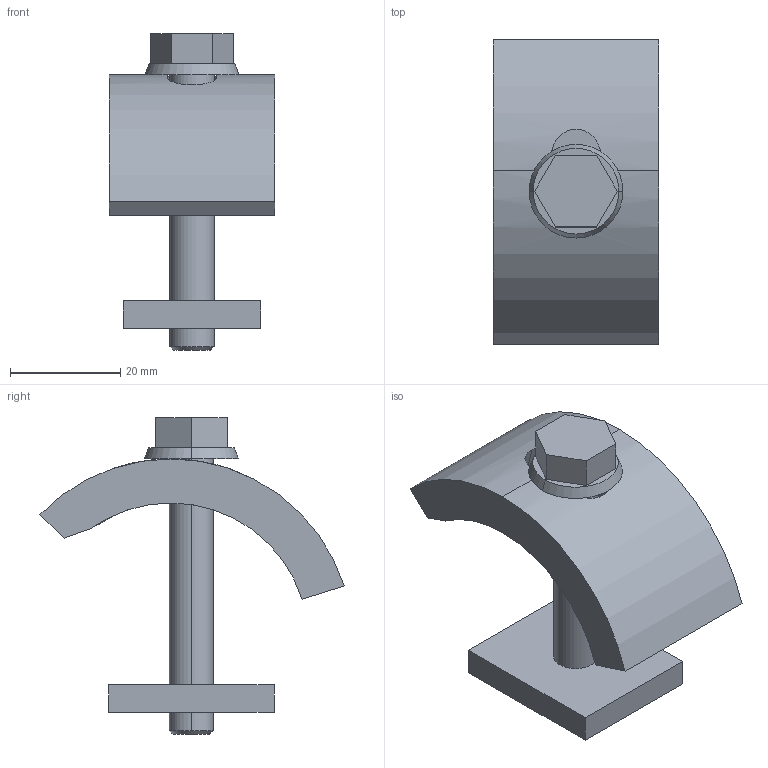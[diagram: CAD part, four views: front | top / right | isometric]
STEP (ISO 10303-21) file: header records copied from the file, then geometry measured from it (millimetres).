
FILE_DESCRIPTION (( 'STEP AP214' ), '1' );
FILE_NAME ('0020365.step', '2023-04-28T11:49:58', ( '' ), ( '' ), 'SwSTEP 2.0', 'SolidWorks 2020', '' );
FILE_SCHEMA (( 'AUTOMOTIVE_DESIGN' ));
Length unit declared in the file: inch
Products named in the file (1): 0020365
Bounding box: 30 x 55.23 x 57.5 mm (x, y, z)
Volume: 20303.7 mm3; surface area: 8920.3 mm2
Topology: 2 solids, 2 shells, 38 faces, 96 edges, 64 vertices
Faces by surface type: plane 23, cylinder 11, cone 4
Entity records: 1327 total; most frequent: CARTESIAN_POINT 331, DIRECTION 200, ORIENTED_EDGE 192, EDGE_CURVE 96, AXIS2_PLACEMENT_3D 71, VERTEX_POINT 64, VECTOR 58, LINE 58
